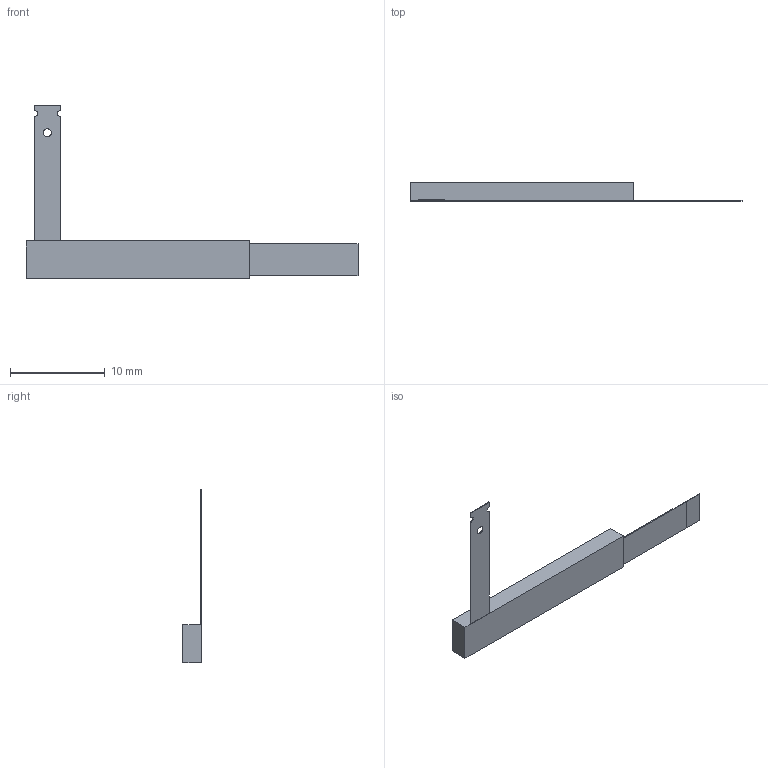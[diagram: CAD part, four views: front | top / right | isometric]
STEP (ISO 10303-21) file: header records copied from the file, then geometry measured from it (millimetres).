
FILE_DESCRIPTION (( 'STEP AP214' ), '1' );
FILE_NAME ('PAM_KR11_L23.6W4T1.9.STEP', '2019-07-23T19:10:20', ( '' ), ( '' ), 'SwSTEP 2.0', 'SolidWorks 2014', '' );
FILE_SCHEMA (( 'AUTOMOTIVE_DESIGN' ));
Length unit declared in the file: millimetre
Products named in the file (1): PAM_KR11_L23.6W4T1.9
Bounding box: 35 x 1.9 x 18.3 mm (x, y, z)
Volume: 187.2 mm3; surface area: 454.7 mm2
Topology: 1 solids, 1 shells, 84 faces, 231 edges, 154 vertices
Faces by surface type: plane 78, bspline 4, cylinder 2
Entity records: 2923 total; most frequent: CARTESIAN_POINT 522, ORIENTED_EDGE 462, DIRECTION 389, EDGE_CURVE 231, LINE 219, VECTOR 219, VERTEX_POINT 154, EDGE_LOOP 91
